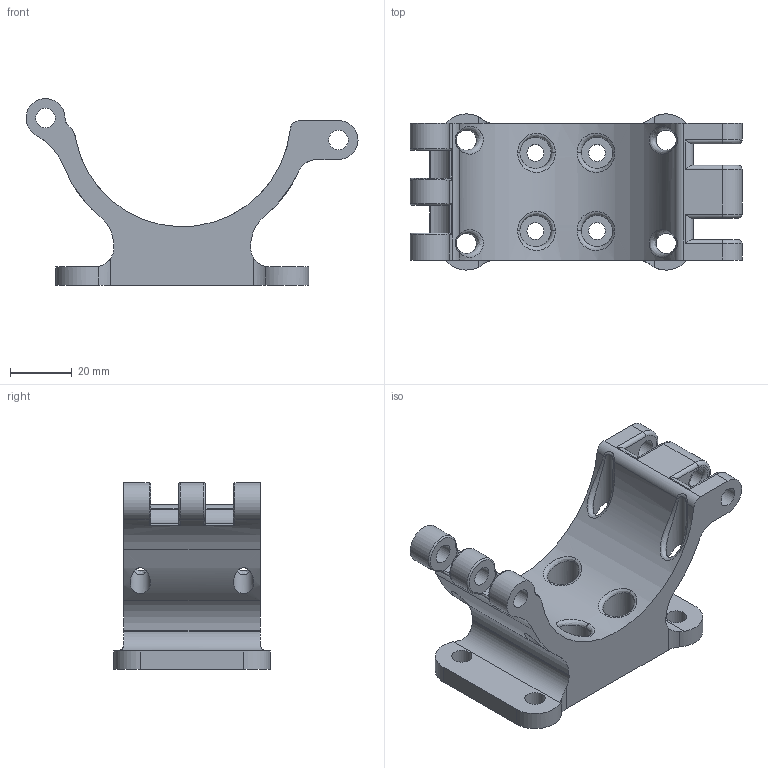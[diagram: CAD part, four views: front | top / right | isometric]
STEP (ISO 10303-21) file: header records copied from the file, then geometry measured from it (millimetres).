
FILE_DESCRIPTION(/* description */ (''),/* implementation_level */ '2;1');
FILE_NAME(/* name */ 'Bosch Custom Mount.stp',/* time_stamp */ '2018-03-17T10:22:49-07:00',/* author */ ('jdtag'),/* organization */ (''),/* preprocessor_version */ 'ST-DEVELOPER v16.13',/* originating_system */ 'Autodesk Inventor 2018',/* authorisation */ '');
FILE_SCHEMA (('AUTOMOTIVE_DESIGN { 1 0 10303 214 3 1 1 }'));
Length unit declared in the file: millimetre
Products named in the file (1): MOUNT
Bounding box: 107.94 x 50.78 x 60.7 mm (x, y, z)
Volume: 73870.3 mm3; surface area: 25734.8 mm2
Topology: 1 solids, 1 shells, 131 faces, 353 edges, 224 vertices
Faces by surface type: cylinder 66, plane 27, torus 22, bspline 16
Full cylindrical faces by diameter (mm): 5.5 x4, 6.35 x6, 6.604 x8, 10.16 x4
Entity records: 8097 total; most frequent: CARTESIAN_POINT 4850, DIRECTION 667, ORIENTED_EDGE 650, EDGE_CURVE 325, AXIS2_PLACEMENT_3D 286, VERTEX_POINT 220, EDGE_LOOP 191, CIRCLE 170
